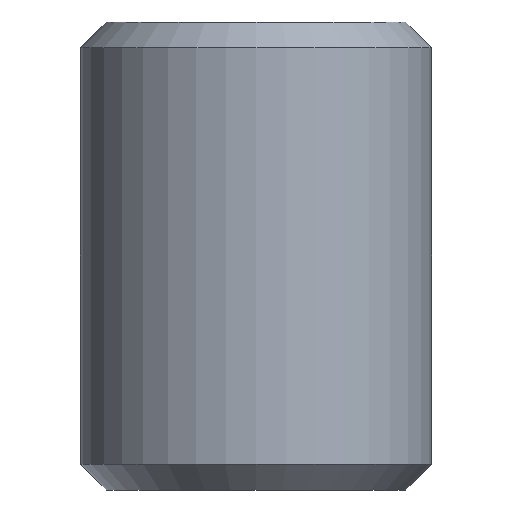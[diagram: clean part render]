
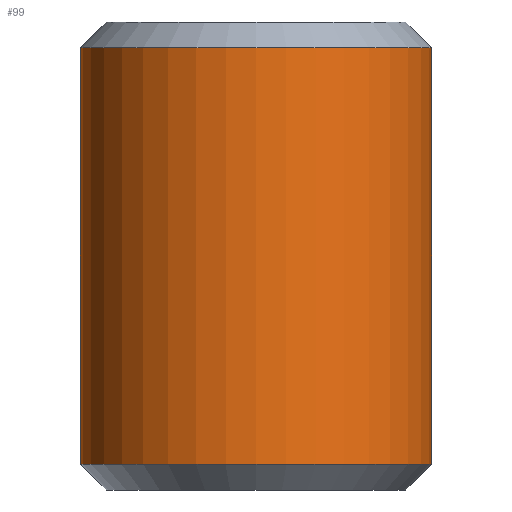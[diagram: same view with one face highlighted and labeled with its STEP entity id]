
A CAD part, front view. The second image highlights one B-rep face of the part: STEP entity #99.
In plain terms, the highlighted cylindrical face has radius 6 mm (diameter 12 mm), a full revolution.
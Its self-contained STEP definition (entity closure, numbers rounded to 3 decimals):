
#18=CYLINDRICAL_SURFACE('',#128,6.);
#20=FACE_OUTER_BOUND('',#26,.T.);
#26=EDGE_LOOP('',(#71,#72,#73,#74,#75));
#34=LINE('',#180,#38);
#38=VECTOR('',#150,6.);
#41=CIRCLE('',#125,6.);
#43=CIRCLE('',#127,6.);
#44=CIRCLE('',#129,6.);
#48=VERTEX_POINT('',#171);
#49=VERTEX_POINT('',#172);
#51=VERTEX_POINT('',#179);
#55=EDGE_CURVE('',#48,#49,#41,.T.);
#58=EDGE_CURVE('',#49,#48,#43,.T.);
#59=EDGE_CURVE('',#48,#51,#34,.T.);
#60=EDGE_CURVE('',#51,#51,#44,.T.);
#71=ORIENTED_EDGE('',*,*,#55,.F.);
#72=ORIENTED_EDGE('',*,*,#59,.T.);
#73=ORIENTED_EDGE('',*,*,#60,.T.);
#74=ORIENTED_EDGE('',*,*,#59,.F.);
#75=ORIENTED_EDGE('',*,*,#58,.F.);
#99=ADVANCED_FACE('',(#20),#18,.T.);
#125=AXIS2_PLACEMENT_3D('',#173,#141,#142);
#127=AXIS2_PLACEMENT_3D('',#177,#146,#147);
#128=AXIS2_PLACEMENT_3D('',#178,#148,#149);
#129=AXIS2_PLACEMENT_3D('',#181,#151,#152);
#141=DIRECTION('center_axis',(0.,0.,-1.));
#142=DIRECTION('ref_axis',(0.,1.,0.));
#146=DIRECTION('center_axis',(0.,0.,-1.));
#147=DIRECTION('ref_axis',(0.,1.,0.));
#148=DIRECTION('center_axis',(0.,0.,-1.));
#149=DIRECTION('ref_axis',(0.,1.,0.));
#150=DIRECTION('',(0.,0.,1.));
#151=DIRECTION('center_axis',(0.,0.,-1.));
#152=DIRECTION('ref_axis',(0.,1.,0.));
#171=CARTESIAN_POINT('',(0.,-6.,-15.125));
#172=CARTESIAN_POINT('',(0.,6.,-15.125));
#173=CARTESIAN_POINT('Origin',(0.,0.,-15.125));
#177=CARTESIAN_POINT('Origin',(0.,0.,-15.125));
#178=CARTESIAN_POINT('Origin',(0.,0.,-16.));
#179=CARTESIAN_POINT('',(0.,-6.,-0.875));
#180=CARTESIAN_POINT('',(0.,-6.,-16.));
#181=CARTESIAN_POINT('Origin',(0.,0.,-0.875));
